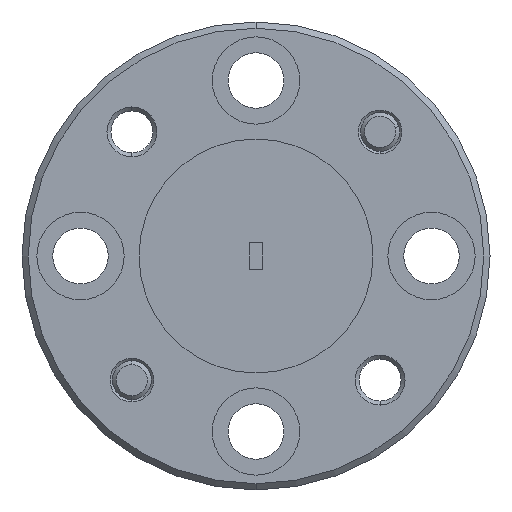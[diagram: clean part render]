
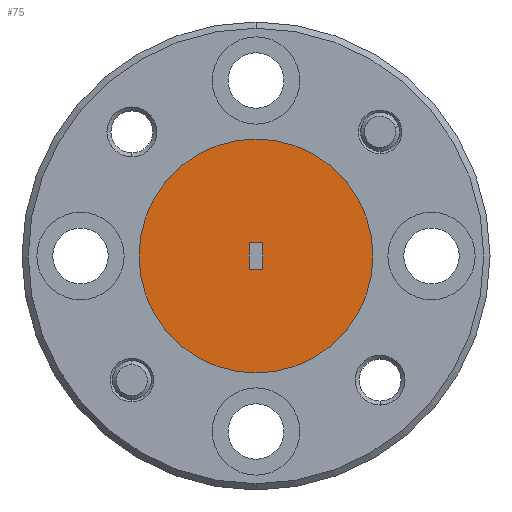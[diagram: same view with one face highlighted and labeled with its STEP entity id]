
A CAD part, left-side view. The second image highlights one B-rep face of the part: STEP entity #75.
In plain terms, the highlighted planar face has unit normal (-1, 0, 0).
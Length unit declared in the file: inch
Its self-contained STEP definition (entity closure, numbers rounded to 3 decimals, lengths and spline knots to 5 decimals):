
#39 = LINE ( 'NONE', #127, #427 ) ;
#68 = EDGE_LOOP ( 'NONE', ( #804, #1344 ) ) ;
#75 = ADVANCED_FACE ( 'NONE', ( #2056, #634 ), #84, .F. ) ;
#84 = PLANE ( 'NONE',  #2050 ) ;
#92 = CARTESIAN_POINT ( 'NONE',  ( -0.12931, 0.59399, 0.71994 ) ) ;
#127 = CARTESIAN_POINT ( 'NONE',  ( -0.12931, 0.60474, 0.69844 ) ) ;
#148 = VECTOR ( 'NONE', #1877, 39.37008 ) ;
#153 = EDGE_CURVE ( 'NONE', #2020, #1439, #1042, .T. ) ;
#233 = EDGE_CURVE ( 'NONE', #2123, #629, #39, .T. ) ;
#269 = CARTESIAN_POINT ( 'NONE',  ( -0.12931, 0.60474, 0.74144 ) ) ;
#337 = EDGE_CURVE ( 'NONE', #652, #1974, #369, .T. ) ;
#351 = CARTESIAN_POINT ( 'NONE',  ( -0.12931, 0.60474, 0.74144 ) ) ;
#369 = LINE ( 'NONE', #1037, #148 ) ;
#427 = VECTOR ( 'NONE', #1329, 39.37008 ) ;
#520 = LINE ( 'NONE', #351, #1383 ) ;
#561 = ORIENTED_EDGE ( 'NONE', *, *, #1412, .F. ) ;
#605 = CARTESIAN_POINT ( 'NONE',  ( -0.12931, 0.59399, 0.71994 ) ) ;
#629 = VERTEX_POINT ( 'NONE', #1450 ) ;
#634 = FACE_OUTER_BOUND ( 'NONE', #68, .T. ) ;
#644 = EDGE_CURVE ( 'NONE', #1439, #2020, #1010, .T. ) ;
#647 = DIRECTION ( 'NONE',  ( 0., 0., -1. ) ) ;
#652 = VERTEX_POINT ( 'NONE', #1812 ) ;
#656 = CARTESIAN_POINT ( 'NONE',  ( -0.12931, 0.59399, 0.71994 ) ) ;
#804 = ORIENTED_EDGE ( 'NONE', *, *, #153, .F. ) ;
#1010 = CIRCLE ( 'NONE', #2203, 0.1875 ) ;
#1037 = CARTESIAN_POINT ( 'NONE',  ( -0.12931, 0.58324, 0.69844 ) ) ;
#1042 = CIRCLE ( 'NONE', #1544, 0.1875 ) ;
#1055 = CARTESIAN_POINT ( 'NONE',  ( -0.12931, 0.60474, 0.69844 ) ) ;
#1117 = DIRECTION ( 'NONE',  ( 1., 0., 0. ) ) ;
#1127 = ORIENTED_EDGE ( 'NONE', *, *, #337, .F. ) ;
#1223 = LINE ( 'NONE', #1055, #2208 ) ;
#1226 = DIRECTION ( 'NONE',  ( 0., -1., 0. ) ) ;
#1254 = ORIENTED_EDGE ( 'NONE', *, *, #1335, .F. ) ;
#1329 = DIRECTION ( 'NONE',  ( 0., 0., -1. ) ) ;
#1335 = EDGE_CURVE ( 'NONE', #1974, #2123, #520, .T. ) ;
#1344 = ORIENTED_EDGE ( 'NONE', *, *, #644, .F. ) ;
#1383 = VECTOR ( 'NONE', #2193, 39.37008 ) ;
#1412 = EDGE_CURVE ( 'NONE', #629, #652, #1223, .T. ) ;
#1439 = VERTEX_POINT ( 'NONE', #1738 ) ;
#1450 = CARTESIAN_POINT ( 'NONE',  ( -0.12931, 0.60474, 0.69844 ) ) ;
#1544 = AXIS2_PLACEMENT_3D ( 'NONE', #656, #2004, #647 ) ;
#1587 = CARTESIAN_POINT ( 'NONE',  ( -0.12931, 0.59399, 0.53244 ) ) ;
#1648 = DIRECTION ( 'NONE',  ( 0., 0., -1. ) ) ;
#1738 = CARTESIAN_POINT ( 'NONE',  ( -0.12931, 0.59399, 0.90744 ) ) ;
#1812 = CARTESIAN_POINT ( 'NONE',  ( -0.12931, 0.58324, 0.69844 ) ) ;
#1838 = EDGE_LOOP ( 'NONE', ( #1127, #561, #1879, #1254 ) ) ;
#1877 = DIRECTION ( 'NONE',  ( 0., 0., 1. ) ) ;
#1879 = ORIENTED_EDGE ( 'NONE', *, *, #233, .F. ) ;
#1973 = DIRECTION ( 'NONE',  ( 1., 0., 0. ) ) ;
#1974 = VERTEX_POINT ( 'NONE', #2067 ) ;
#1995 = DIRECTION ( 'NONE',  ( 0., 0., -1. ) ) ;
#2004 = DIRECTION ( 'NONE',  ( 1., 0., 0. ) ) ;
#2020 = VERTEX_POINT ( 'NONE', #1587 ) ;
#2050 = AXIS2_PLACEMENT_3D ( 'NONE', #605, #1117, #1995 ) ;
#2056 = FACE_BOUND ( 'NONE', #1838, .T. ) ;
#2067 = CARTESIAN_POINT ( 'NONE',  ( -0.12931, 0.58324, 0.74144 ) ) ;
#2123 = VERTEX_POINT ( 'NONE', #269 ) ;
#2193 = DIRECTION ( 'NONE',  ( 0., 1., 0. ) ) ;
#2203 = AXIS2_PLACEMENT_3D ( 'NONE', #92, #1973, #1648 ) ;
#2208 = VECTOR ( 'NONE', #1226, 39.37008 ) ;
